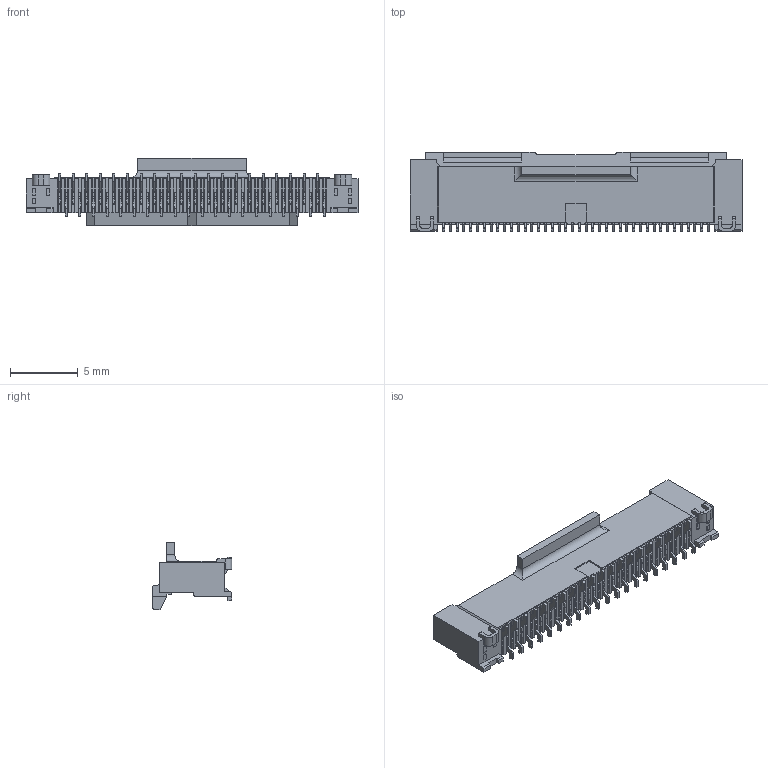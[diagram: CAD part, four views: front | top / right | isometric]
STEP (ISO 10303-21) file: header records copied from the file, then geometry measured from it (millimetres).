
FILE_DESCRIPTION (( 'STEP AP214' ), '1' );
FILE_NAME ('07-00165--A114513-001---40.STEP', '2020-09-18T10:23:28', ( '' ), ( '' ), 'SwSTEP 2.0', 'SolidWorks 2018', '' );
FILE_SCHEMA (( 'AUTOMOTIVE_DESIGN' ));
Length unit declared in the file: millimetre
Products named in the file (2): 07-00165--A114513-001---40
Bounding box: 24.44 x 5.85 x 4.95 mm (x, y, z)
Volume: 231.2 mm3; surface area: 742.8 mm2
Topology: 1 solids, 1 shells, 1588 faces, 4592 edges, 3054 vertices
Faces by surface type: plane 1344, cylinder 244
Entity records: 51747 total; most frequent: CARTESIAN_POINT 9290, ORIENTED_EDGE 9184, DIRECTION 8228, EDGE_CURVE 4592, VECTOR 4100, LINE 4100, VERTEX_POINT 3054, AXIS2_PLACEMENT_3D 2064
